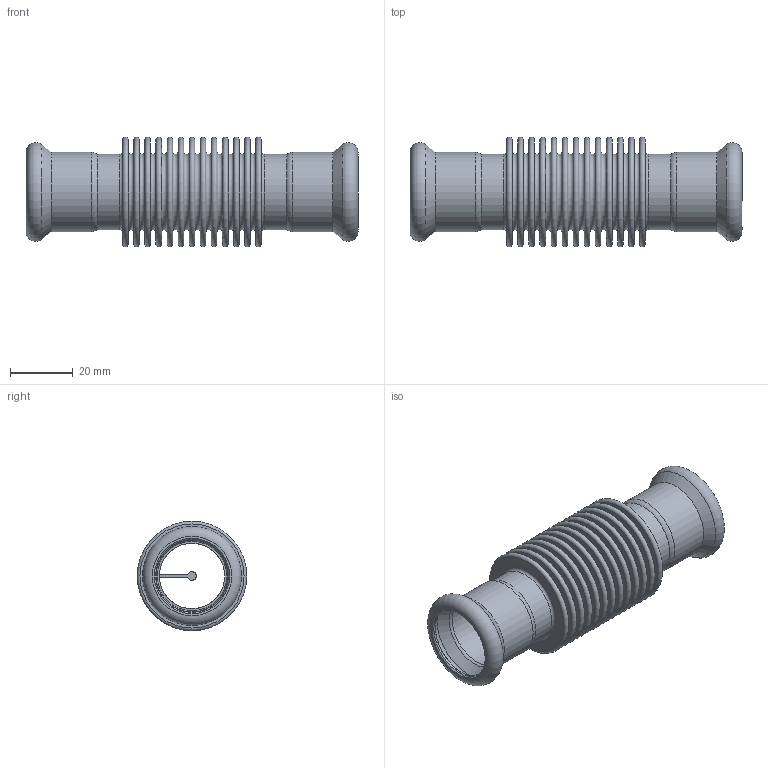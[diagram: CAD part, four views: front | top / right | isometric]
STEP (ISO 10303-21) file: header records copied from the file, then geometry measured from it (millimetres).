
FILE_DESCRIPTION(/* description */ (''),/* implementation_level */ '2;1');
FILE_NAME(/* name */ '33924.stp',/* time_stamp */ '2014-04-03T12:03:17+02:00',/* author */ ('bruh'),/* organization */ (''),/* preprocessor_version */ 'ST-DEVELOPER v15.2',/* originating_system */ 'Autodesk Inventor 2014',/* authorisation */ '');
FILE_SCHEMA (('AUTOMOTIVE_DESIGN { 1 0 10303 214 3 1 1 }'));
Length unit declared in the file: millimetre
Products named in the file (3): 90710; 33924
Bounding box: 106 x 35 x 35 mm (x, y, z)
Volume: 24229.8 mm3; surface area: 29625.3 mm2
Topology: 3 solids, 3 shells, 98 faces, 168 edges, 106 vertices
Faces by surface type: plane 42, torus 35, cylinder 13, cone 8
Full cylindrical faces by diameter (mm): 20.9 x2, 21 x1, 22.2 x2, 23.2 x2, 24 x2, 25.3 x2
Entity records: 1694 total; most frequent: DIRECTION 326, CARTESIAN_POINT 247, ORIENTED_EDGE 168, AXIS2_PLACEMENT_3D 159, EDGE_LOOP 150, FACE_BOUND 88, EDGE_CURVE 84, VERTEX_POINT 80
